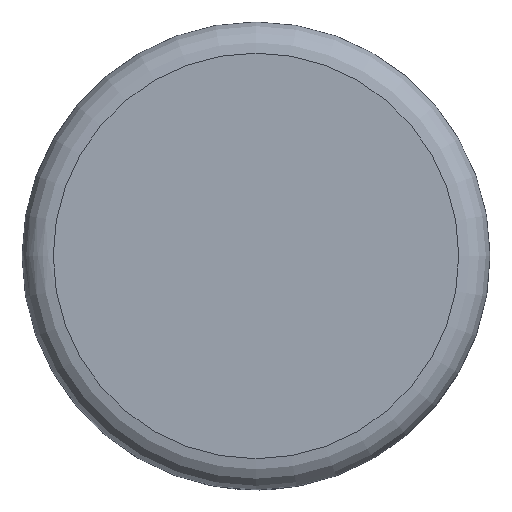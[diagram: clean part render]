
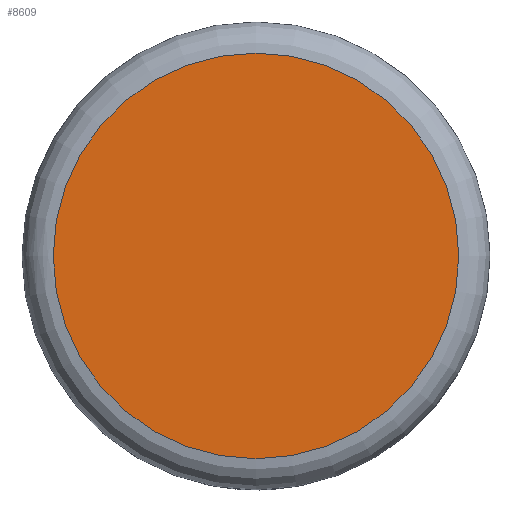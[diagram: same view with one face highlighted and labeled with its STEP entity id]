
A CAD part, top view. The second image highlights one B-rep face of the part: STEP entity #8609.
In plain terms, the highlighted planar face has unit normal (0, 0, 1).
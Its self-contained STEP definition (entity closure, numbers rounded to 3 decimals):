
#8609 = ADVANCED_FACE('',(#8610),#8623,.T.);
#8610 = FACE_BOUND('',#8611,.T.);
#8611 = EDGE_LOOP('',(#8612));
#8612 = ORIENTED_EDGE('',*,*,#8613,.T.);
#8613 = EDGE_CURVE('',#8614,#8614,#8616,.T.);
#8614 = VERTEX_POINT('',#8615);
#8615 = CARTESIAN_POINT('',(-26.,0.,13.5));
#8616 = SURFACE_CURVE('',#8617,(#8622,#8634),.PCURVE_S1.);
#8617 = CIRCLE('',#8618,26.);
#8618 = AXIS2_PLACEMENT_3D('',#8619,#8620,#8621);
#8619 = CARTESIAN_POINT('',(0.,0.,13.5));
#8620 = DIRECTION('',(0.,0.,1.));
#8621 = DIRECTION('',(-1.,0.,0.));
#8622 = PCURVE('',#8623,#8628);
#8623 = PLANE('',#8624);
#8624 = AXIS2_PLACEMENT_3D('',#8625,#8626,#8627);
#8625 = CARTESIAN_POINT('',(0.,0.,13.5));
#8626 = DIRECTION('',(0.,0.,1.));
#8627 = DIRECTION('',(-1.,0.,0.));
#8628 = DEFINITIONAL_REPRESENTATION('',(#8629),#8633);
#8629 = CIRCLE('',#8630,26.);
#8630 = AXIS2_PLACEMENT_2D('',#8631,#8632);
#8631 = CARTESIAN_POINT('',(0.,0.));
#8632 = DIRECTION('',(1.,0.));
#8633 = ( GEOMETRIC_REPRESENTATION_CONTEXT(2) 
PARAMETRIC_REPRESENTATION_CONTEXT() REPRESENTATION_CONTEXT('2D SPACE',''
  ) );
#8634 = PCURVE('',#8635,#8644);
#8635 = SURFACE_OF_REVOLUTION('',#8636,#8641);
#8636 = CIRCLE('',#8637,4.);
#8637 = AXIS2_PLACEMENT_3D('',#8638,#8639,#8640);
#8638 = CARTESIAN_POINT('',(-26.,0.,9.5));
#8639 = DIRECTION('',(0.,-1.,0.));
#8640 = DIRECTION('',(1.,0.,0.));
#8641 = AXIS1_PLACEMENT('',#8642,#8643);
#8642 = CARTESIAN_POINT('',(0.,0.,0.));
#8643 = DIRECTION('',(0.,0.,1.));
#8644 = DEFINITIONAL_REPRESENTATION('',(#8645),#8649);
#8645 = LINE('',#8646,#8647);
#8646 = CARTESIAN_POINT('',(0.,1.571));
#8647 = VECTOR('',#8648,1.);
#8648 = DIRECTION('',(1.,0.));
#8649 = ( GEOMETRIC_REPRESENTATION_CONTEXT(2) 
PARAMETRIC_REPRESENTATION_CONTEXT() REPRESENTATION_CONTEXT('2D SPACE',''
  ) );
